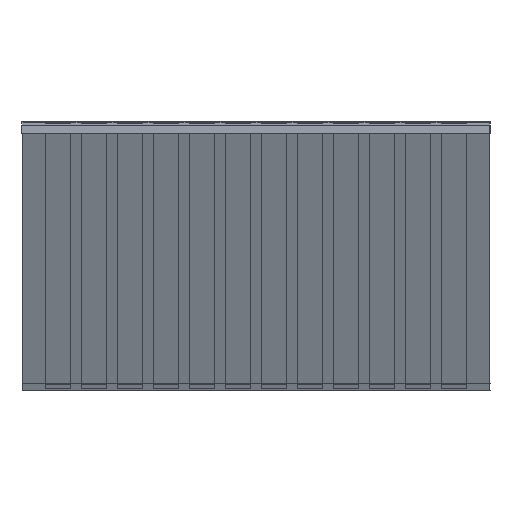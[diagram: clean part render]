
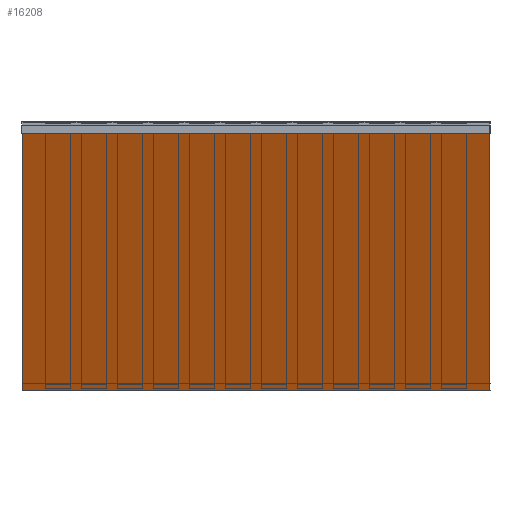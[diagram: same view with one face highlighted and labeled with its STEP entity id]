
A CAD part, left-side view. The second image highlights one B-rep face of the part: STEP entity #16208.
In plain terms, the highlighted planar face has unit normal (-0.911, 0, -0.412).
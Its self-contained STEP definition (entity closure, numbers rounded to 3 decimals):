
#591=ORIENTED_EDGE('',*,*,#4075,.T.);
#592=ORIENTED_EDGE('',*,*,#4063,.F.);
#593=ORIENTED_EDGE('',*,*,#4076,.F.);
#594=ORIENTED_EDGE('',*,*,#4072,.T.);
#4063=EDGE_CURVE('',#5780,#5779,#7001,.T.);
#4072=EDGE_CURVE('',#5787,#5786,#7009,.T.);
#4075=EDGE_CURVE('',#5786,#5779,#7011,.T.);
#4076=EDGE_CURVE('',#5787,#5780,#7012,.T.);
#5779=VERTEX_POINT('',#20721);
#5780=VERTEX_POINT('',#20723);
#5786=VERTEX_POINT('',#20746);
#5787=VERTEX_POINT('',#20748);
#7001=LINE('',#20724,#8757);
#7009=LINE('',#20747,#8765);
#7011=LINE('',#20756,#8767);
#7012=LINE('',#20757,#8768);
#8757=VECTOR('',#17652,1000.);
#8765=VECTOR('',#17670,1000.);
#8767=VECTOR('',#17674,1000.);
#8768=VECTOR('',#17675,1000.);
#10325=EDGE_LOOP('',(#591,#592,#593,#594));
#10913=FACE_BOUND('',#10325,.T.);
#11501=PLANE('',#16803);
#16208=ADVANCED_FACE('',(#10913),#11501,.F.);
#16803=AXIS2_PLACEMENT_3D('',#20755,#17672,#17673);
#17652=DIRECTION('',(0.,-1.,0.));
#17670=DIRECTION('',(0.,-1.,0.));
#17672=DIRECTION('',(0.911,0.,0.412));
#17673=DIRECTION('',(0.412,0.,-0.911));
#17674=DIRECTION('',(-0.412,0.,0.911));
#17675=DIRECTION('',(-0.412,0.,0.911));
#20721=CARTESIAN_POINT('',(35.04,0.,-0.167));
#20723=CARTESIAN_POINT('',(35.04,13.,-0.167));
#20724=CARTESIAN_POINT('',(35.04,13.,-0.167));
#20746=CARTESIAN_POINT('',(38.337,0.,-7.457));
#20747=CARTESIAN_POINT('',(38.337,13.,-7.457));
#20748=CARTESIAN_POINT('',(38.337,13.,-7.457));
#20755=CARTESIAN_POINT('',(35.04,13.,-0.167));
#20756=CARTESIAN_POINT('',(35.04,0.,-0.167));
#20757=CARTESIAN_POINT('',(35.04,13.,-0.167));
